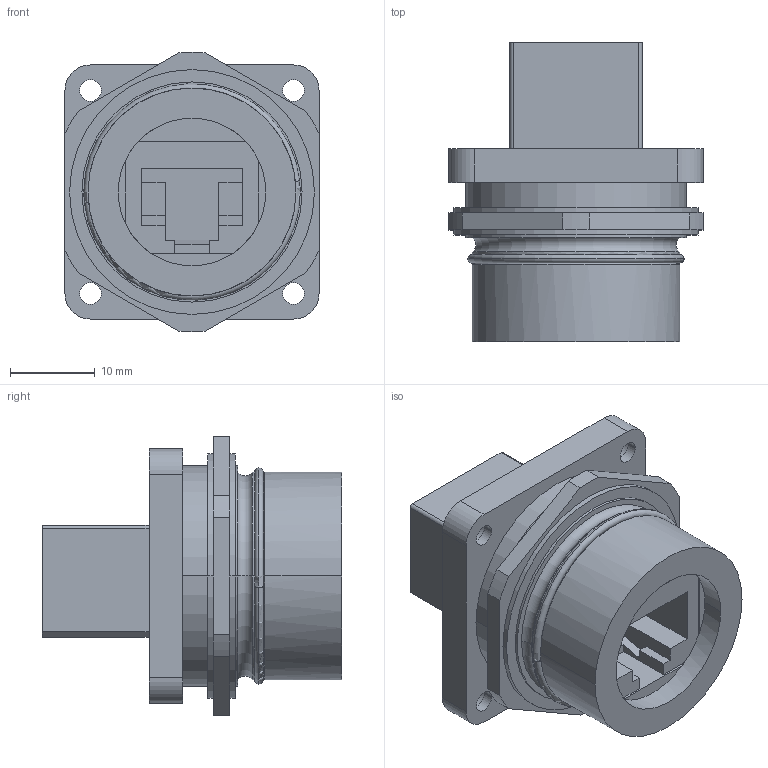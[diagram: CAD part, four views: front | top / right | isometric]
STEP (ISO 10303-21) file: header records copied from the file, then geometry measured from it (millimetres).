
FILE_DESCRIPTION(('Creo Elements/Direct Modeling STEP Export'),'2;1');
FILE_NAME('model.stp','2019-04-10T 1:33:44',(''),(''),'Creo Elements/Direct Modeling STEP processor for AP214 (Solid Model)','Creo Elements/Direct Modeling 20.1A 29-Sep-2018 (C) Parametric Technology GmbH','');
FILE_SCHEMA(('AUTOMOTIVE_DESIGN { 1 0 10303 214 1 1 1 1 }'));
Length unit declared in the file: millimetre
Products named in the file (2): VS-V1-F-RJ45-MNNA-1-C-S-JJ-S
Assembly tree (1 placements, depth 2):
  VS-V1-F-RJ45-MNNA-1-C-S-JJ-S
    VS-V1-F-RJ45-MNNA-1-C-S-JJ-S
Bounding box: 30 x 35.37 x 32.98 mm (x, y, z)
Volume: 12626.6 mm3; surface area: 6783.4 mm2
Topology: 1 solids, 1 shells, 155 faces, 421 edges, 281 vertices
Faces by surface type: plane 97, cylinder 50, torus 8
Entity records: 5958 total; most frequent: ORIENTED_EDGE 842, CARTESIAN_POINT 806, DIRECTION 766, EDGE_CURVE 421, VERTEX_POINT 283, VECTOR 280, LINE 280, AXIS2_PLACEMENT_3D 243
